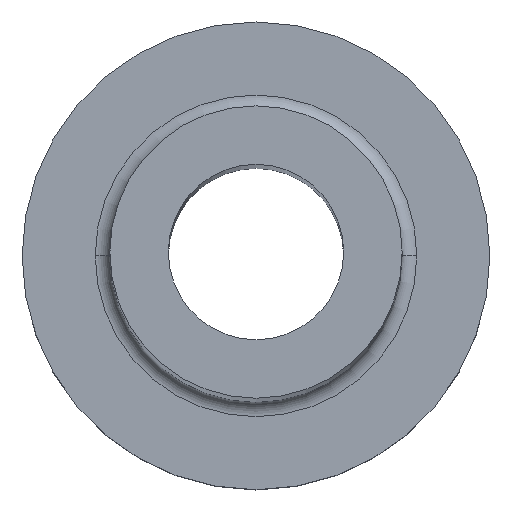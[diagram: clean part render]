
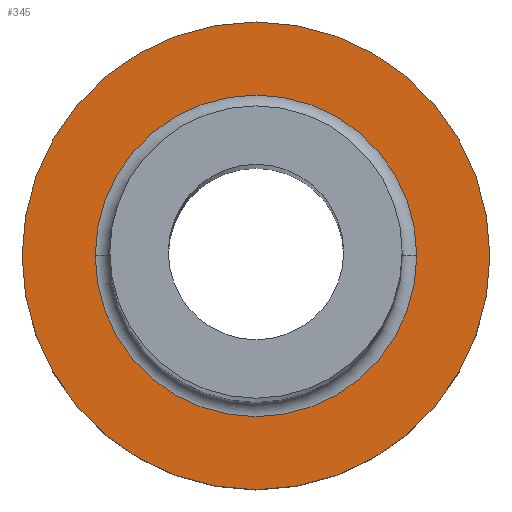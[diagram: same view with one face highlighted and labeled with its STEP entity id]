
A CAD part, top view. The second image highlights one B-rep face of the part: STEP entity #345.
In plain terms, the highlighted planar face has unit normal (0, 0, 1).
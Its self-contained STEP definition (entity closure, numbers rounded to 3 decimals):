
#7 = EDGE_LOOP ( 'NONE', ( #352, #359 ) ) ;
#30 = ORIENTED_EDGE ( 'NONE', *, *, #341, .T. ) ;
#45 = CARTESIAN_POINT ( 'NONE',  ( 5.5, 0., 5. ) ) ;
#67 = CIRCLE ( 'NONE', #103, 5.5 ) ;
#71 = VERTEX_POINT ( 'NONE', #45 ) ;
#78 = CARTESIAN_POINT ( 'NONE',  ( 0., 0., 5. ) ) ;
#84 = CARTESIAN_POINT ( 'NONE',  ( 0., 0., 5. ) ) ;
#85 = ORIENTED_EDGE ( 'NONE', *, *, #125, .T. ) ;
#97 = DIRECTION ( 'NONE',  ( 0., 0., -1. ) ) ;
#102 = DIRECTION ( 'NONE',  ( 0., 0., 1. ) ) ;
#103 = AXIS2_PLACEMENT_3D ( 'NONE', #78, #180, #337 ) ;
#108 = CARTESIAN_POINT ( 'NONE',  ( 0., 0., 5. ) ) ;
#109 = FACE_BOUND ( 'NONE', #7, .T. ) ;
#110 = EDGE_CURVE ( 'NONE', #71, #228, #250, .T. ) ;
#119 = AXIS2_PLACEMENT_3D ( 'NONE', #108, #351, #191 ) ;
#125 = EDGE_CURVE ( 'NONE', #189, #195, #158, .T. ) ;
#127 = CARTESIAN_POINT ( 'NONE',  ( 0., 0., 5. ) ) ;
#129 = FACE_OUTER_BOUND ( 'NONE', #192, .T. ) ;
#158 = CIRCLE ( 'NONE', #171, 8. ) ;
#171 = AXIS2_PLACEMENT_3D ( 'NONE', #127, #102, #243 ) ;
#180 = DIRECTION ( 'NONE',  ( 0., 0., -1. ) ) ;
#189 = VERTEX_POINT ( 'NONE', #212 ) ;
#191 = DIRECTION ( 'NONE',  ( 1., 0., 0. ) ) ;
#192 = EDGE_LOOP ( 'NONE', ( #85, #30 ) ) ;
#195 = VERTEX_POINT ( 'NONE', #309 ) ;
#205 = EDGE_CURVE ( 'NONE', #228, #71, #67, .T. ) ;
#212 = CARTESIAN_POINT ( 'NONE',  ( -8., 0., 5. ) ) ;
#228 = VERTEX_POINT ( 'NONE', #346 ) ;
#243 = DIRECTION ( 'NONE',  ( 1., 0., 0. ) ) ;
#250 = CIRCLE ( 'NONE', #280, 5.5 ) ;
#260 = AXIS2_PLACEMENT_3D ( 'NONE', #84, #371, #373 ) ;
#280 = AXIS2_PLACEMENT_3D ( 'NONE', #339, #97, #306 ) ;
#306 = DIRECTION ( 'NONE',  ( 1., 0., 0. ) ) ;
#309 = CARTESIAN_POINT ( 'NONE',  ( 8., 0., 5. ) ) ;
#327 = CIRCLE ( 'NONE', #260, 8. ) ;
#337 = DIRECTION ( 'NONE',  ( 1., 0., 0. ) ) ;
#339 = CARTESIAN_POINT ( 'NONE',  ( 0., 0., 5. ) ) ;
#341 = EDGE_CURVE ( 'NONE', #195, #189, #327, .T. ) ;
#345 = ADVANCED_FACE ( 'NONE', ( #109, #129 ), #374, .T. ) ;
#346 = CARTESIAN_POINT ( 'NONE',  ( -5.5, 0., 5. ) ) ;
#351 = DIRECTION ( 'NONE',  ( 0., 0., 1. ) ) ;
#352 = ORIENTED_EDGE ( 'NONE', *, *, #110, .T. ) ;
#359 = ORIENTED_EDGE ( 'NONE', *, *, #205, .T. ) ;
#371 = DIRECTION ( 'NONE',  ( 0., 0., 1. ) ) ;
#373 = DIRECTION ( 'NONE',  ( 1., 0., 0. ) ) ;
#374 = PLANE ( 'NONE',  #119 ) ;
